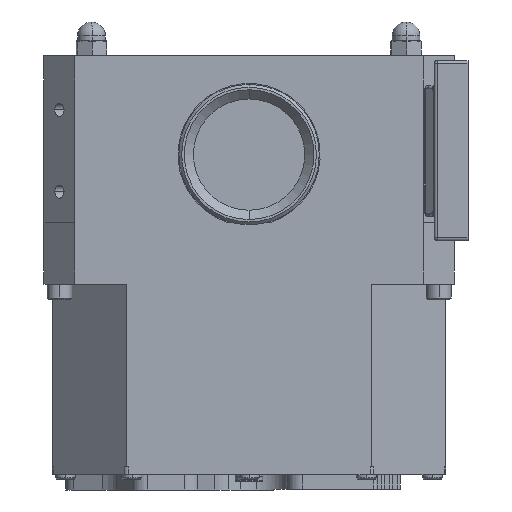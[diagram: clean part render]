
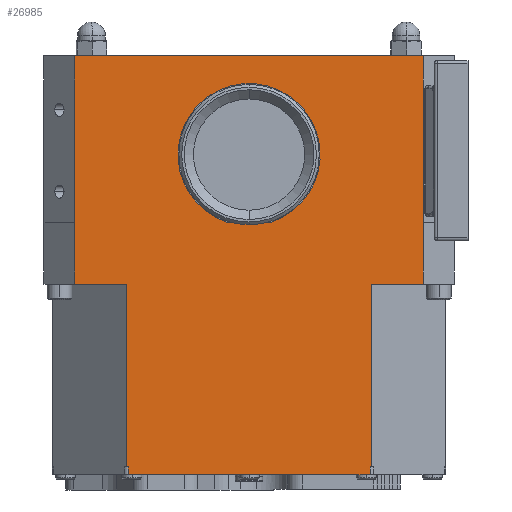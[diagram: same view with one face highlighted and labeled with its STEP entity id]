
A CAD part, left-side view. The second image highlights one B-rep face of the part: STEP entity #26985.
In plain terms, the highlighted planar face has unit normal (-1, 0, 0).
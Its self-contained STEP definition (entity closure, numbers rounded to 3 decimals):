
#162 = DIRECTION ( 'NONE',  ( 1., 0., 0. ) ) ;
#504 = EDGE_CURVE ( 'NONE', #20396, #21896, #9413, .T. ) ;
#753 = ORIENTED_EDGE ( 'NONE', *, *, #5471, .F. ) ;
#842 = LINE ( 'NONE', #10541, #4560 ) ;
#1173 = DIRECTION ( 'NONE',  ( 0., -1., 0. ) ) ;
#1189 = VERTEX_POINT ( 'NONE', #12616 ) ;
#1486 = CARTESIAN_POINT ( 'NONE',  ( -95.242, 255.001, 0. ) ) ;
#1930 = CARTESIAN_POINT ( 'NONE',  ( -95.242, 255.015, -108. ) ) ;
#1986 = CARTESIAN_POINT ( 'NONE',  ( -95.242, 255.001, -108. ) ) ;
#2545 = DIRECTION ( 'NONE',  ( 0., 1., 0. ) ) ;
#2817 = CARTESIAN_POINT ( 'NONE',  ( -95.242, 255.001, -15. ) ) ;
#3321 = AXIS2_PLACEMENT_3D ( 'NONE', #16998, #162, #2545 ) ;
#3604 = ORIENTED_EDGE ( 'NONE', *, *, #17067, .T. ) ;
#3669 = CARTESIAN_POINT ( 'NONE',  ( -95.242, 221.701, -259.5 ) ) ;
#3833 = EDGE_CURVE ( 'NONE', #27154, #26972, #14619, .T. ) ;
#3900 = DIRECTION ( 'NONE',  ( 1., 0., 0. ) ) ;
#4334 = VERTEX_POINT ( 'NONE', #20027 ) ;
#4443 = VECTOR ( 'NONE', #20142, 1000. ) ;
#4560 = VECTOR ( 'NONE', #30051, 1000. ) ;
#4643 = DIRECTION ( 'NONE',  ( 0., 1., 0. ) ) ;
#4968 = ORIENTED_EDGE ( 'NONE', *, *, #15403, .F. ) ;
#5044 = VECTOR ( 'NONE', #11957, 1000. ) ;
#5104 = CIRCLE ( 'NONE', #23347, 46.1 ) ;
#5471 = EDGE_CURVE ( 'NONE', #12971, #29444, #20958, .T. ) ;
#5549 = LINE ( 'NONE', #29519, #24785 ) ;
#5649 = EDGE_CURVE ( 'NONE', #8638, #30804, #19522, .T. ) ;
#5820 = VECTOR ( 'NONE', #10607, 1000. ) ;
#5844 = LINE ( 'NONE', #7753, #5820 ) ;
#6527 = VECTOR ( 'NONE', #8361, 1000. ) ;
#6632 = ORIENTED_EDGE ( 'NONE', *, *, #25921, .F. ) ;
#7196 = EDGE_CURVE ( 'NONE', #4334, #28746, #20894, .T. ) ;
#7305 = ORIENTED_EDGE ( 'NONE', *, *, #504, .F. ) ;
#7435 = DIRECTION ( 'NONE',  ( 0., 0., -1. ) ) ;
#7654 = CARTESIAN_POINT ( 'NONE',  ( -95.242, 29.015, -148. ) ) ;
#7753 = CARTESIAN_POINT ( 'NONE',  ( -95.242, 220.458, -271.5 ) ) ;
#7793 = CARTESIAN_POINT ( 'NONE',  ( -95.242, 255.015, -108. ) ) ;
#8296 = VERTEX_POINT ( 'NONE', #25811 ) ;
#8361 = DIRECTION ( 'NONE',  ( 0., 0., -1. ) ) ;
#8545 = EDGE_CURVE ( 'NONE', #27989, #28915, #25977, .T. ) ;
#8638 = VERTEX_POINT ( 'NONE', #29596 ) ;
#8666 = CARTESIAN_POINT ( 'NONE',  ( -95.242, 255.001, 0. ) ) ;
#8759 = EDGE_CURVE ( 'NONE', #19296, #27154, #13722, .T. ) ;
#9248 = VERTEX_POINT ( 'NONE', #25421 ) ;
#9358 = ORIENTED_EDGE ( 'NONE', *, *, #29975, .F. ) ;
#9413 = LINE ( 'NONE', #11814, #5044 ) ;
#9418 = CARTESIAN_POINT ( 'NONE',  ( -95.242, 62.301, -266.5 ) ) ;
#9819 = EDGE_CURVE ( 'NONE', #19296, #29588, #17266, .T. ) ;
#10183 = FACE_OUTER_BOUND ( 'NONE', #17727, .T. ) ;
#10184 = DIRECTION ( 'NONE',  ( 0., -1., 0. ) ) ;
#10202 = EDGE_LOOP ( 'NONE', ( #29919, #23375 ) ) ;
#10473 = CARTESIAN_POINT ( 'NONE',  ( -95.242, 62.301, -259.5 ) ) ;
#10506 = CARTESIAN_POINT ( 'NONE',  ( -95.242, 255.015, -148. ) ) ;
#10541 = CARTESIAN_POINT ( 'NONE',  ( -95.242, 62.301, -266.5 ) ) ;
#10581 = CARTESIAN_POINT ( 'NONE',  ( -95.242, 255.015, -108. ) ) ;
#10607 = DIRECTION ( 'NONE',  ( 0., 1., 0. ) ) ;
#11493 = ORIENTED_EDGE ( 'NONE', *, *, #8759, .F. ) ;
#11814 = CARTESIAN_POINT ( 'NONE',  ( -95.242, 29.015, -108. ) ) ;
#11883 = VECTOR ( 'NONE', #28604, 1000. ) ;
#11957 = DIRECTION ( 'NONE',  ( 0., 0., -1. ) ) ;
#12608 = VECTOR ( 'NONE', #4643, 1000. ) ;
#12610 = CARTESIAN_POINT ( 'NONE',  ( -95.242, 62.301, -148. ) ) ;
#12616 = CARTESIAN_POINT ( 'NONE',  ( -95.242, 63.544, -271.5 ) ) ;
#12971 = VERTEX_POINT ( 'NONE', #29219 ) ;
#13511 = EDGE_CURVE ( 'NONE', #20396, #26972, #22734, .T. ) ;
#13597 = DIRECTION ( 'NONE',  ( 0., 0., -1. ) ) ;
#13704 = ORIENTED_EDGE ( 'NONE', *, *, #13511, .T. ) ;
#13718 = ORIENTED_EDGE ( 'NONE', *, *, #21902, .T. ) ;
#13722 = LINE ( 'NONE', #1486, #29491 ) ;
#13857 = EDGE_CURVE ( 'NONE', #29494, #9248, #16999, .T. ) ;
#13981 = EDGE_CURVE ( 'NONE', #29494, #29588, #29535, .T. ) ;
#14232 = DIRECTION ( 'NONE',  ( 0., -1., 0. ) ) ;
#14619 = LINE ( 'NONE', #30997, #21528 ) ;
#14739 = CARTESIAN_POINT ( 'NONE',  ( -95.242, 63.544, 33.482 ) ) ;
#15223 = DIRECTION ( 'NONE',  ( 0., -1., 0. ) ) ;
#15403 = EDGE_CURVE ( 'NONE', #4334, #12971, #26551, .T. ) ;
#16528 = ORIENTED_EDGE ( 'NONE', *, *, #7196, .T. ) ;
#16998 = CARTESIAN_POINT ( 'NONE',  ( -95.242, 255.015, -108. ) ) ;
#16999 = LINE ( 'NONE', #1930, #11883 ) ;
#17067 = EDGE_CURVE ( 'NONE', #30804, #21896, #5549, .T. ) ;
#17098 = ORIENTED_EDGE ( 'NONE', *, *, #3833, .F. ) ;
#17116 = LINE ( 'NONE', #14739, #27428 ) ;
#17266 = LINE ( 'NONE', #2817, #24856 ) ;
#17711 = CARTESIAN_POINT ( 'NONE',  ( -95.242, 221.701, -148. ) ) ;
#17727 = EDGE_LOOP ( 'NONE', ( #753, #4968, #16528, #6632, #25442, #9358, #27528, #3604, #7305, #13704, #17098, #11493, #25352, #29669, #26643, #13718 ) ) ;
#19296 = VERTEX_POINT ( 'NONE', #8666 ) ;
#19347 = DIRECTION ( 'NONE',  ( 0., 0., -1. ) ) ;
#19381 = FACE_BOUND ( 'NONE', #10202, .T. ) ;
#19522 = LINE ( 'NONE', #10473, #4443 ) ;
#19546 = DIRECTION ( 'NONE',  ( 0., 0., -1. ) ) ;
#19902 = CARTESIAN_POINT ( 'NONE',  ( -95.242, 29.015, -108. ) ) ;
#20027 = CARTESIAN_POINT ( 'NONE',  ( -95.242, 220.458, -266.5 ) ) ;
#20142 = DIRECTION ( 'NONE',  ( 0., 0., 1. ) ) ;
#20169 = DIRECTION ( 'NONE',  ( 0., -1., 0. ) ) ;
#20396 = VERTEX_POINT ( 'NONE', #19902 ) ;
#20620 = CARTESIAN_POINT ( 'NONE',  ( -95.242, 29.001, 0. ) ) ;
#20894 = LINE ( 'NONE', #28047, #6527 ) ;
#20958 = LINE ( 'NONE', #3669, #29765 ) ;
#21135 = CARTESIAN_POINT ( 'NONE',  ( -95.242, 29.001, -108. ) ) ;
#21520 = VECTOR ( 'NONE', #20169, 1000. ) ;
#21528 = VECTOR ( 'NONE', #19546, 1000. ) ;
#21896 = VERTEX_POINT ( 'NONE', #7654 ) ;
#21902 = EDGE_CURVE ( 'NONE', #9248, #29444, #24477, .T. ) ;
#22704 = CARTESIAN_POINT ( 'NONE',  ( -95.242, 220.458, -271.5 ) ) ;
#22734 = LINE ( 'NONE', #29875, #27626 ) ;
#22897 = DIRECTION ( 'NONE',  ( 0., -1., 0. ) ) ;
#23347 = AXIS2_PLACEMENT_3D ( 'NONE', #30094, #3900, #13597 ) ;
#23375 = ORIENTED_EDGE ( 'NONE', *, *, #8545, .F. ) ;
#24477 = LINE ( 'NONE', #10506, #21520 ) ;
#24774 = PLANE ( 'NONE',  #3321 ) ;
#24785 = VECTOR ( 'NONE', #15223, 1000. ) ;
#24856 = VECTOR ( 'NONE', #7435, 1000. ) ;
#25107 = DIRECTION ( 'NONE',  ( 0., 0., 1. ) ) ;
#25352 = ORIENTED_EDGE ( 'NONE', *, *, #9819, .T. ) ;
#25421 = CARTESIAN_POINT ( 'NONE',  ( -95.242, 255.015, -148. ) ) ;
#25442 = ORIENTED_EDGE ( 'NONE', *, *, #30969, .F. ) ;
#25538 = VECTOR ( 'NONE', #10184, 1000. ) ;
#25717 = CARTESIAN_POINT ( 'NONE',  ( -95.242, 128.246, -108. ) ) ;
#25811 = CARTESIAN_POINT ( 'NONE',  ( -95.242, 63.544, -266.5 ) ) ;
#25921 = EDGE_CURVE ( 'NONE', #1189, #28746, #5844, .T. ) ;
#25977 = LINE ( 'NONE', #26453, #26946 ) ;
#26453 = CARTESIAN_POINT ( 'NONE',  ( -95.242, 255.001, -108. ) ) ;
#26551 = LINE ( 'NONE', #9418, #12608 ) ;
#26643 = ORIENTED_EDGE ( 'NONE', *, *, #13857, .T. ) ;
#26946 = VECTOR ( 'NONE', #14232, 1000. ) ;
#26972 = VERTEX_POINT ( 'NONE', #21135 ) ;
#26985 = ADVANCED_FACE ( 'NONE', ( #19381, #10183 ), #24774, .F. ) ;
#27154 = VERTEX_POINT ( 'NONE', #20620 ) ;
#27428 = VECTOR ( 'NONE', #19347, 1000. ) ;
#27528 = ORIENTED_EDGE ( 'NONE', *, *, #5649, .T. ) ;
#27626 = VECTOR ( 'NONE', #22897, 1000. ) ;
#27989 = VERTEX_POINT ( 'NONE', #30278 ) ;
#28047 = CARTESIAN_POINT ( 'NONE',  ( -95.242, 220.458, 33.482 ) ) ;
#28604 = DIRECTION ( 'NONE',  ( 0., 0., -1. ) ) ;
#28746 = VERTEX_POINT ( 'NONE', #22704 ) ;
#28915 = VERTEX_POINT ( 'NONE', #25717 ) ;
#29219 = CARTESIAN_POINT ( 'NONE',  ( -95.242, 221.701, -266.5 ) ) ;
#29444 = VERTEX_POINT ( 'NONE', #17711 ) ;
#29491 = VECTOR ( 'NONE', #1173, 1000. ) ;
#29494 = VERTEX_POINT ( 'NONE', #10581 ) ;
#29519 = CARTESIAN_POINT ( 'NONE',  ( -95.242, 255.015, -148. ) ) ;
#29535 = LINE ( 'NONE', #7793, #25538 ) ;
#29588 = VERTEX_POINT ( 'NONE', #1986 ) ;
#29596 = CARTESIAN_POINT ( 'NONE',  ( -95.242, 62.301, -266.5 ) ) ;
#29669 = ORIENTED_EDGE ( 'NONE', *, *, #13981, .F. ) ;
#29765 = VECTOR ( 'NONE', #25107, 1000. ) ;
#29875 = CARTESIAN_POINT ( 'NONE',  ( -95.242, 255.001, -108. ) ) ;
#29919 = ORIENTED_EDGE ( 'NONE', *, *, #30620, .T. ) ;
#29975 = EDGE_CURVE ( 'NONE', #8638, #8296, #842, .T. ) ;
#30051 = DIRECTION ( 'NONE',  ( 0., 1., 0. ) ) ;
#30094 = CARTESIAN_POINT ( 'NONE',  ( -95.242, 142.001, -64. ) ) ;
#30278 = CARTESIAN_POINT ( 'NONE',  ( -95.242, 155.756, -108. ) ) ;
#30620 = EDGE_CURVE ( 'NONE', #27989, #28915, #5104, .T. ) ;
#30804 = VERTEX_POINT ( 'NONE', #12610 ) ;
#30969 = EDGE_CURVE ( 'NONE', #8296, #1189, #17116, .T. ) ;
#30997 = CARTESIAN_POINT ( 'NONE',  ( -95.242, 29.001, -15. ) ) ;
